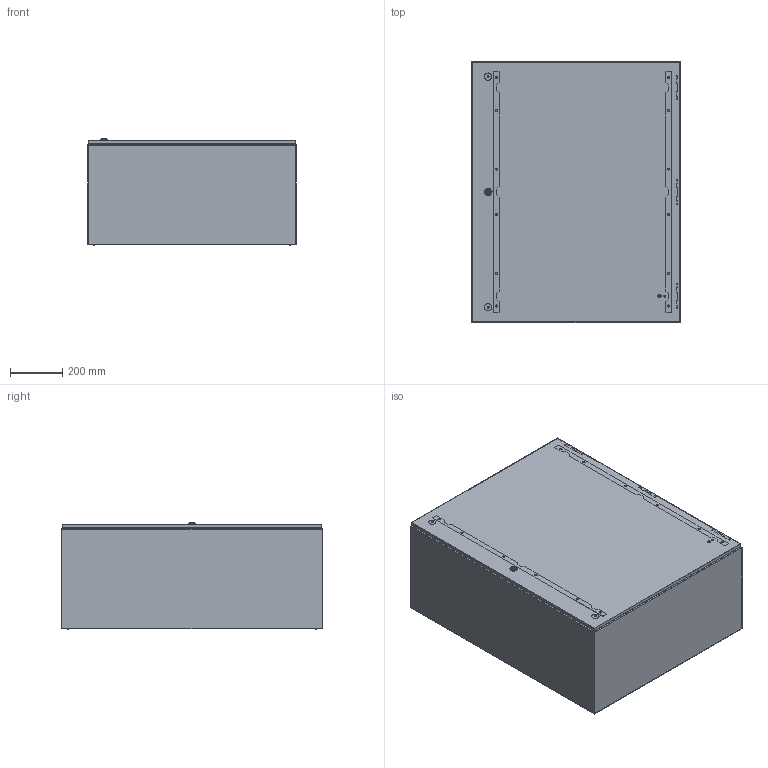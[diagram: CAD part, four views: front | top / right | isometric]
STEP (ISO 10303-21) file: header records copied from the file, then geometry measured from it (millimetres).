
FILE_DESCRIPTION (( 'STEP AP214' ), '1' );
FILE_NAME ('3351-8010-40-00.step', '2024-01-10T07:39:01', ( '' ), ( '' ), 'SwSTEP 2.0', 'SolidWorks 2019', '' );
FILE_SCHEMA (( 'AUTOMOTIVE_DESIGN' ));
Length unit declared in the file: millimetre
Products named in the file (4): Tuer_wgES_3351-8010-00-90; Korpus_wgES_8010-40; 3351-8010-40-00; Montageplattenbeipack_wgES_8010
Assembly tree (3 placements, depth 2):
  3351-8010-40-00
    Korpus_wgES_8010-40
    Tuer_wgES_3351-8010-00-90
    Montageplattenbeipack_wgES_8010
Bounding box: 800 x 1000 x 407 mm (x, y, z)
Volume: 4956477.3 mm3; surface area: 6540884.8 mm2
Topology: 35 solids, 35 shells, 1611 faces, 3975 edges, 2562 vertices
Faces by surface type: plane 826, cylinder 669, cone 66, torus 30, sphere 20
Entity records: 51565 total; most frequent: CARTESIAN_POINT 9334, DIRECTION 8561, ORIENTED_EDGE 7926, EDGE_CURVE 3963, AXIS2_PLACEMENT_3D 3157, VERTEX_POINT 2562, VECTOR 2247, LINE 2247
